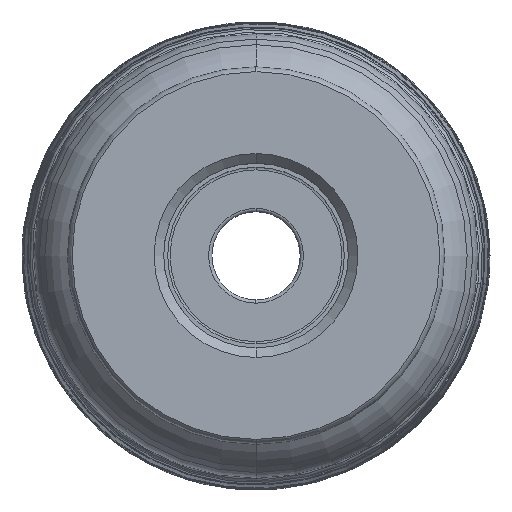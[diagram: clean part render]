
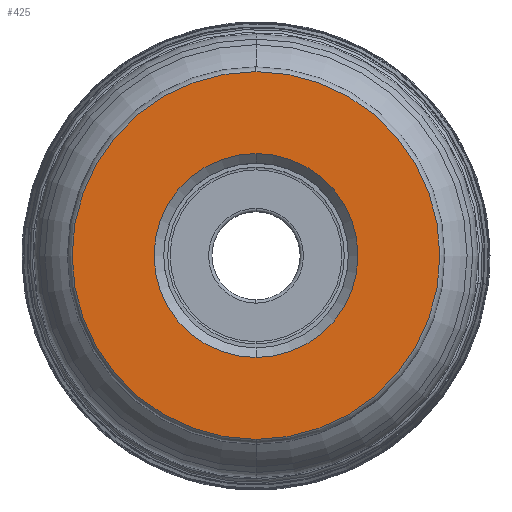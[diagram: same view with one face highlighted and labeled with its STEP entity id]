
A CAD part, top view. The second image highlights one B-rep face of the part: STEP entity #425.
In plain terms, the highlighted planar face has unit normal (0, 0, 1).
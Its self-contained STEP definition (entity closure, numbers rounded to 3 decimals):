
#165=PLANE('',#3903);
#177=FACE_BOUND('',#845,.T.);
#178=FACE_BOUND('',#846,.T.);
#425=ADVANCED_FACE('',(#177,#178),#165,.T.);
#845=EDGE_LOOP('',(#1586,#1587,#1588,#1589));
#846=EDGE_LOOP('',(#1590,#1591));
#1586=ORIENTED_EDGE('',*,*,#2398,.T.);
#1587=ORIENTED_EDGE('',*,*,#2399,.T.);
#1588=ORIENTED_EDGE('',*,*,#2400,.F.);
#1589=ORIENTED_EDGE('',*,*,#2401,.F.);
#1590=ORIENTED_EDGE('',*,*,#2395,.T.);
#1591=ORIENTED_EDGE('',*,*,#2397,.T.);
#1976=VERTEX_POINT('',#7542);
#1977=VERTEX_POINT('',#7544);
#1978=VERTEX_POINT('',#7550);
#1979=VERTEX_POINT('',#7551);
#1980=VERTEX_POINT('',#7553);
#1981=VERTEX_POINT('',#7555);
#2395=EDGE_CURVE('',#1977,#1976,#2915,.T.);
#2397=EDGE_CURVE('',#1976,#1977,#2916,.T.);
#2398=EDGE_CURVE('',#1978,#1979,#2917,.T.);
#2399=EDGE_CURVE('',#1979,#1980,#2918,.T.);
#2400=EDGE_CURVE('',#1981,#1980,#2919,.T.);
#2401=EDGE_CURVE('',#1978,#1981,#2920,.T.);
#2915=CIRCLE('',#3895,12.7);
#2916=CIRCLE('',#3897,12.7);
#2917=CIRCLE('',#3899,22.9);
#2918=CIRCLE('',#3900,22.9);
#2919=CIRCLE('',#3901,22.9);
#2920=CIRCLE('',#3902,22.9);
#3895=AXIS2_PLACEMENT_3D('',#7543,#4943,#4944);
#3897=AXIS2_PLACEMENT_3D('',#7547,#4948,#4949);
#3899=AXIS2_PLACEMENT_3D('',#7549,#4952,#4953);
#3900=AXIS2_PLACEMENT_3D('',#7552,#4954,#4955);
#3901=AXIS2_PLACEMENT_3D('',#7554,#4956,#4957);
#3902=AXIS2_PLACEMENT_3D('',#7556,#4958,#4959);
#3903=AXIS2_PLACEMENT_3D('',#7557,#4960,#4961);
#4943=DIRECTION('',(0.,0.,-1.));
#4944=DIRECTION('',(0.,1.,0.));
#4948=DIRECTION('',(0.,0.,-1.));
#4949=DIRECTION('',(0.,-1.,0.));
#4952=DIRECTION('',(0.,0.,1.));
#4953=DIRECTION('',(-0.001,1.,0.));
#4954=DIRECTION('',(0.,0.,1.));
#4955=DIRECTION('',(0.001,-1.,0.));
#4956=DIRECTION('',(0.,0.,-1.));
#4957=DIRECTION('',(0.001,-1.,0.));
#4958=DIRECTION('',(0.,0.,-1.));
#4959=DIRECTION('',(-0.001,1.,0.));
#4960=DIRECTION('',(0.,0.,1.));
#4961=DIRECTION('',(0.,-1.,0.));
#7542=CARTESIAN_POINT('',(0.,-12.7,0.));
#7543=CARTESIAN_POINT('',(0.,0.,0.));
#7544=CARTESIAN_POINT('',(0.,12.7,0.));
#7547=CARTESIAN_POINT('',(0.,0.,0.));
#7549=CARTESIAN_POINT('',(0.,0.,0.));
#7550=CARTESIAN_POINT('',(-0.016,22.9,0.));
#7551=CARTESIAN_POINT('',(0.,-22.9,0.));
#7552=CARTESIAN_POINT('',(0.,0.,0.));
#7553=CARTESIAN_POINT('',(0.016,-22.9,0.));
#7554=CARTESIAN_POINT('',(0.,0.,0.));
#7555=CARTESIAN_POINT('',(0.,22.9,0.));
#7556=CARTESIAN_POINT('',(0.,0.,0.));
#7557=CARTESIAN_POINT('',(0.,0.,0.));
